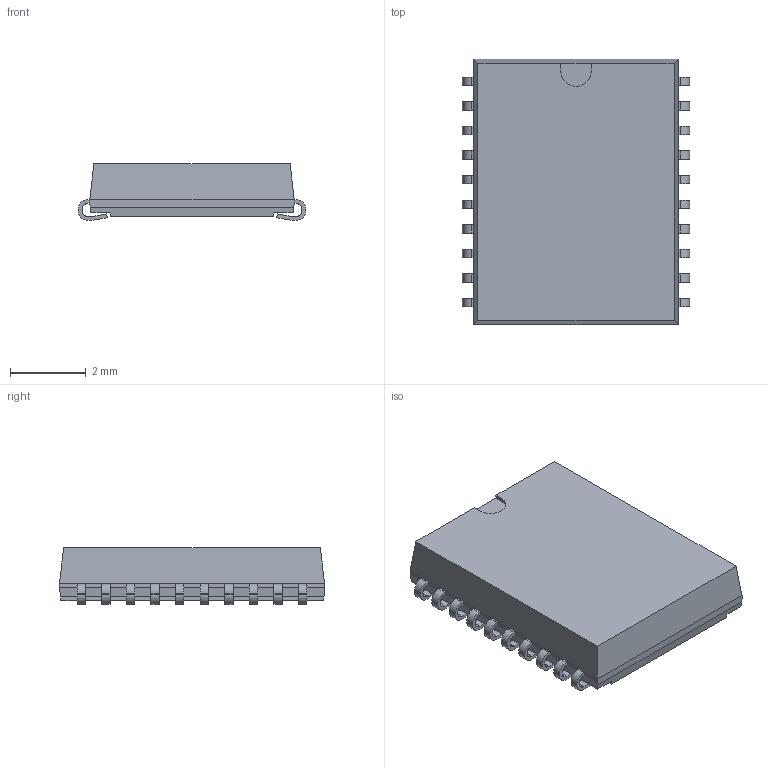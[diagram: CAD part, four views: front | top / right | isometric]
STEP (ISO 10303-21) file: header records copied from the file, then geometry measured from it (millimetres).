
FILE_DESCRIPTION((''),'2;1');
FILE_NAME('EPSON_RTC-xxxxJE.stp','2014-07-07T17:16:37',(''),(''),'Mechanical Desktop 2011','Mechanical Desktop 2011',', , ');
FILE_SCHEMA(('AUTOMOTIVE_DESIGN { 1 2 10303 214 1 1 1 1 }'));
Length unit declared in the file: millimetre
Products named in the file (1): Product
Bounding box: 6 x 7 x 1.5 mm (x, y, z)
Volume: 51.3 mm3; surface area: 123.2 mm2
Topology: 21 solids, 21 shells, 362 faces, 954 edges, 634 vertices
Faces by surface type: bspline 172, plane 129, cylinder 61
Entity records: 11984 total; most frequent: CARTESIAN_POINT 3307, ORIENTED_EDGE 1908, DIRECTION 1578, EDGE_CURVE 954, VECTOR 712, LINE 712, VERTEX_POINT 634, AXIS2_PLACEMENT_3D 433
